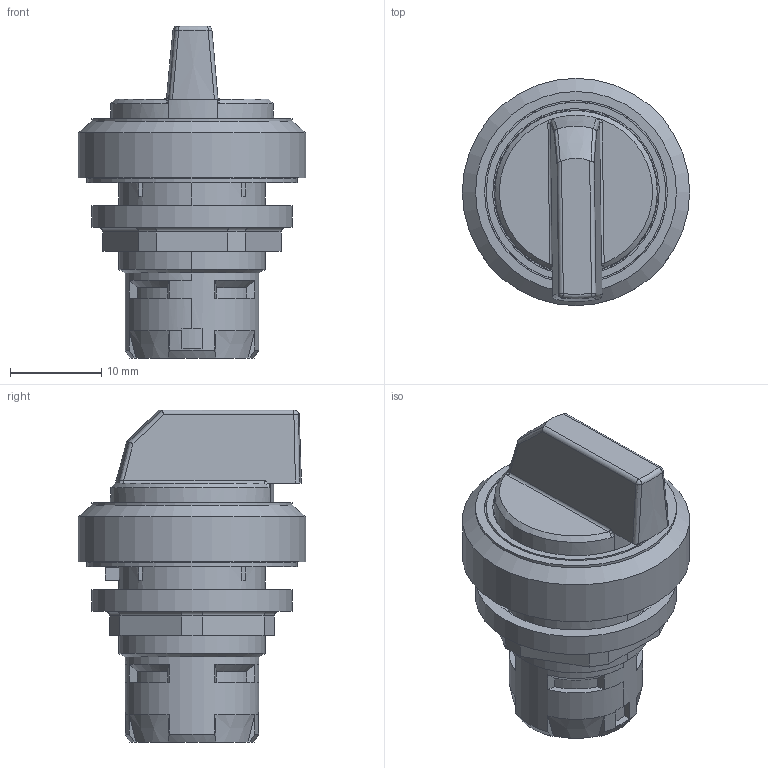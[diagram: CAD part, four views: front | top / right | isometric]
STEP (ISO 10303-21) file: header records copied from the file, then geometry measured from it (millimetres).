
FILE_DESCRIPTION(/* description */ (''),/* implementation_level */ '2;1');
FILE_NAME(/* name */ 'RKWB_ipt.stp',/* time_stamp */ '2016-01-14T15:28:20+01:00',/* author */ ('thagel'),/* organization */ (''),/* preprocessor_version */ 'ST-DEVELOPER v15.2',/* originating_system */ 'Autodesk Inventor 2014',/* authorisation */ '');
FILE_SCHEMA (('AUTOMOTIVE_DESIGN { 1 0 10303 214 3 1 1 }'));
Length unit declared in the file: centimetre
Products named in the file (1): 3D-Zeichnungen vereinfacht für Kunden
Bounding box: 24.9 x 24.9 x 36.36 mm (x, y, z)
Volume: 8032.7 mm3; surface area: 5464.8 mm2
Topology: 1 solids, 11 shells, 324 faces, 803 edges, 502 vertices
Faces by surface type: plane 175, cylinder 80, cone 35, torus 20, bspline 12, sphere 2
Full cylindrical faces by diameter (mm): 13.103 x3, 14.15 x2, 14.43 x1, 16.15 x1, 16.5 x1, 18.25 x1, 19.5 x1, 19.67 x1, 20.03 x1, 22 x2, 23 x1, 24.9 x1
Entity records: 10523 total; most frequent: CARTESIAN_POINT 2969, DIRECTION 1581, ORIENTED_EDGE 1544, EDGE_CURVE 766, AXIS2_PLACEMENT_3D 613, VERTEX_POINT 490, EDGE_LOOP 384, LINE 355
